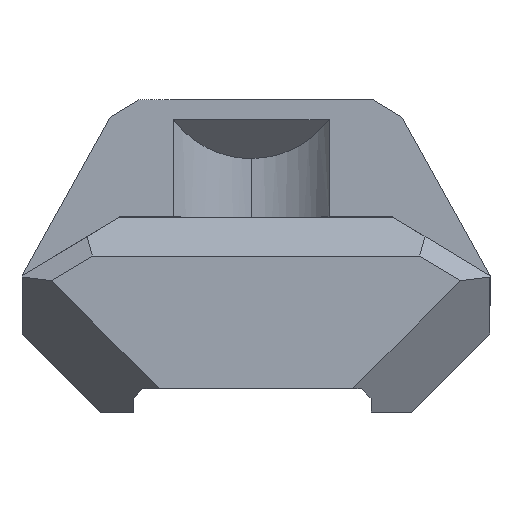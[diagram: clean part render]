
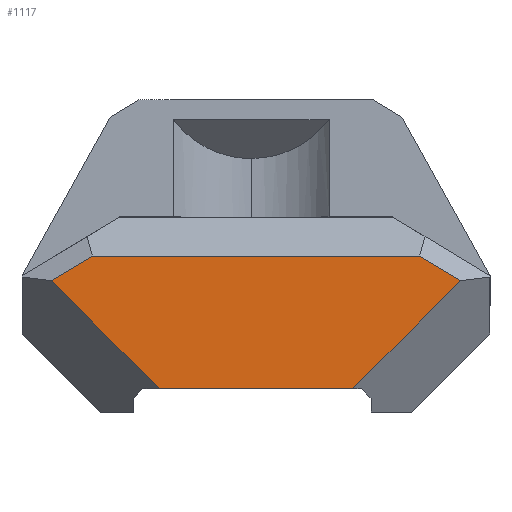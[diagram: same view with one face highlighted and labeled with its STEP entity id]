
A CAD part, left-side view. The second image highlights one B-rep face of the part: STEP entity #1117.
In plain terms, the highlighted planar face has unit normal (-1, 0, 0).
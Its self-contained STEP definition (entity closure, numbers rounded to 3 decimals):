
#11 = B_SPLINE_CURVE_WITH_KNOTS ( 'NONE', 1,
 ( #1502, #679 ),
 .UNSPECIFIED., .F., .F.,
 ( 2, 2 ),
 ( 0., 2.455 ),
 .UNSPECIFIED. ) ;
#99 = B_SPLINE_CURVE_WITH_KNOTS ( 'NONE', 1,
 ( #938, #163 ),
 .UNSPECIFIED., .F., .F.,
 ( 2, 2 ),
 ( 0., 7.831 ),
 .UNSPECIFIED. ) ;
#147 = CARTESIAN_POINT ( 'NONE',  ( -277.75, -39.79, 619.5 ) ) ;
#163 = CARTESIAN_POINT ( 'NONE',  ( -277.75, -41.894, 618.237 ) ) ;
#207 = VERTEX_POINT ( 'NONE', #984 ) ;
#210 = EDGE_LOOP ( 'NONE', ( #1049, #790, #1352, #334, #667, #749 ) ) ;
#267 = CARTESIAN_POINT ( 'NONE',  ( -277.75, -20.906, 618.237 ) ) ;
#288 = CARTESIAN_POINT ( 'NONE',  ( -277.75, -23.01, 619.5 ) ) ;
#314 = VERTEX_POINT ( 'NONE', #328 ) ;
#328 = CARTESIAN_POINT ( 'NONE',  ( -277.75, -26.443, 612.7 ) ) ;
#334 = ORIENTED_EDGE ( 'NONE', *, *, #594, .T. ) ;
#370 = VERTEX_POINT ( 'NONE', #1176 ) ;
#382 = CARTESIAN_POINT ( 'NONE',  ( -277.75, -20.906, 618.237 ) ) ;
#439 = CARTESIAN_POINT ( 'NONE',  ( -277.75, -18.687, 611.9 ) ) ;
#583 = CARTESIAN_POINT ( 'NONE',  ( -277.75, -20.906, 618.237 ) ) ;
#592 = PLANE ( 'NONE',  #660 ) ;
#594 = EDGE_CURVE ( 'NONE', #1416, #740, #99, .T. ) ;
#660 = AXIS2_PLACEMENT_3D ( 'NONE', #439, #730, #973 ) ;
#667 = ORIENTED_EDGE ( 'NONE', *, *, #1014, .T. ) ;
#679 = CARTESIAN_POINT ( 'NONE',  ( -277.75, -39.79, 619.5 ) ) ;
#730 = DIRECTION ( 'NONE',  ( -1., 0., 0. ) ) ;
#740 = VERTEX_POINT ( 'NONE', #1118 ) ;
#749 = ORIENTED_EDGE ( 'NONE', *, *, #912, .F. ) ;
#765 = CARTESIAN_POINT ( 'NONE',  ( -277.75, -26.443, 612.7 ) ) ;
#783 = CARTESIAN_POINT ( 'NONE',  ( -277.75, -23.01, 619.5 ) ) ;
#790 = ORIENTED_EDGE ( 'NONE', *, *, #1239, .T. ) ;
#832 = EDGE_CURVE ( 'NONE', #1134, #207, #1446, .T. ) ;
#912 = EDGE_CURVE ( 'NONE', #207, #370, #947, .T. ) ;
#938 = CARTESIAN_POINT ( 'NONE',  ( -277.75, -36.357, 612.7 ) ) ;
#947 = B_SPLINE_CURVE_WITH_KNOTS ( 'NONE', 1,
 ( #288, #147 ),
 .UNSPECIFIED., .F., .F.,
 ( 2, 2 ),
 ( 0., 16.779 ),
 .UNSPECIFIED. ) ;
#973 = DIRECTION ( 'NONE',  ( 0., 0., 1. ) ) ;
#984 = CARTESIAN_POINT ( 'NONE',  ( -277.75, -23.01, 619.5 ) ) ;
#1014 = EDGE_CURVE ( 'NONE', #740, #370, #11, .T. ) ;
#1049 = ORIENTED_EDGE ( 'NONE', *, *, #832, .F. ) ;
#1117 = ADVANCED_FACE ( 'NONE', ( #1675 ), #592, .T. ) ;
#1118 = CARTESIAN_POINT ( 'NONE',  ( -277.75, -41.894, 618.237 ) ) ;
#1134 = VERTEX_POINT ( 'NONE', #583 ) ;
#1150 = CARTESIAN_POINT ( 'NONE',  ( -277.75, -36.357, 612.7 ) ) ;
#1156 = EDGE_CURVE ( 'NONE', #1416, #314, #1235, .T. ) ;
#1176 = CARTESIAN_POINT ( 'NONE',  ( -277.75, -39.79, 619.5 ) ) ;
#1235 = B_SPLINE_CURVE_WITH_KNOTS ( 'NONE', 1,
 ( #1150, #1710 ),
 .UNSPECIFIED., .F., .F.,
 ( 2, 2 ),
 ( 0., 9.915 ),
 .UNSPECIFIED. ) ;
#1239 = EDGE_CURVE ( 'NONE', #1134, #314, #1628, .T. ) ;
#1352 = ORIENTED_EDGE ( 'NONE', *, *, #1156, .F. ) ;
#1416 = VERTEX_POINT ( 'NONE', #1648 ) ;
#1446 = B_SPLINE_CURVE_WITH_KNOTS ( 'NONE', 1,
 ( #382, #783 ),
 .UNSPECIFIED., .F., .F.,
 ( 2, 2 ),
 ( 0., 2.455 ),
 .UNSPECIFIED. ) ;
#1502 = CARTESIAN_POINT ( 'NONE',  ( -277.75, -41.894, 618.237 ) ) ;
#1628 = B_SPLINE_CURVE_WITH_KNOTS ( 'NONE', 1,
 ( #267, #765 ),
 .UNSPECIFIED., .F., .F.,
 ( 2, 2 ),
 ( 0., 7.831 ),
 .UNSPECIFIED. ) ;
#1648 = CARTESIAN_POINT ( 'NONE',  ( -277.75, -36.357, 612.7 ) ) ;
#1675 = FACE_OUTER_BOUND ( 'NONE', #210, .T. ) ;
#1710 = CARTESIAN_POINT ( 'NONE',  ( -277.75, -26.443, 612.7 ) ) ;
